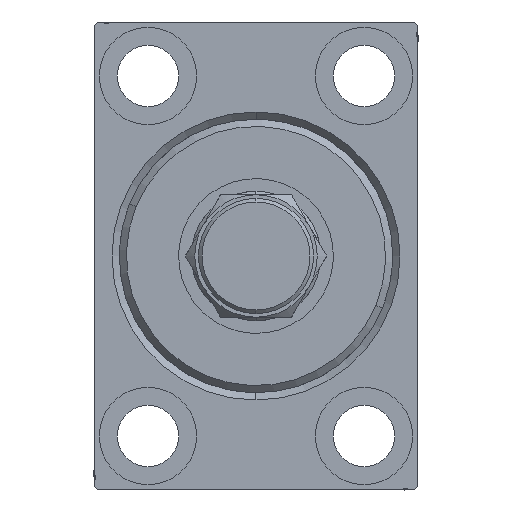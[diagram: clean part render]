
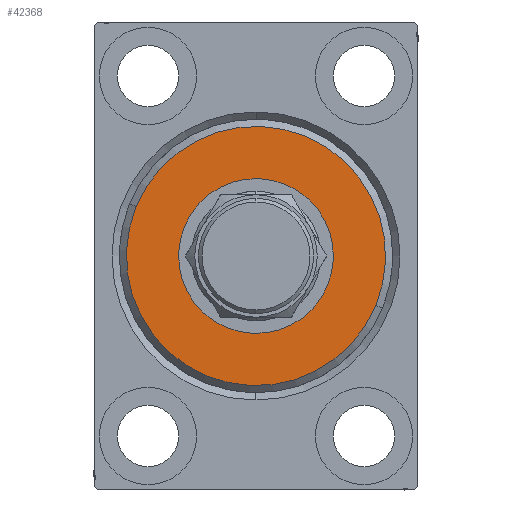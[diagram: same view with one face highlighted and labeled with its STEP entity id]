
A CAD part, left-side view. The second image highlights one B-rep face of the part: STEP entity #42368.
In plain terms, the highlighted face is planar.
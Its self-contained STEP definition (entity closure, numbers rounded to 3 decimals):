
#293 = CIRCLE ( 'NONE', #39940, 18. ) ;
#1516 = CIRCLE ( 'NONE', #30895, 18. ) ;
#1606 = AXIS2_PLACEMENT_3D ( 'NONE', #14685, #28711, #25263 ) ;
#2594 = CARTESIAN_POINT ( 'NONE',  ( 3., 0., 0. ) ) ;
#4142 = EDGE_CURVE ( 'NONE', #7916, #12152, #1516, .T. ) ;
#5131 = CARTESIAN_POINT ( 'NONE',  ( 3., 0., 0. ) ) ;
#5805 = CIRCLE ( 'NONE', #31505, 10.75 ) ;
#6043 = DIRECTION ( 'NONE',  ( 1., 0., 0. ) ) ;
#6942 = EDGE_LOOP ( 'NONE', ( #12876, #32575 ) ) ;
#7793 = FACE_BOUND ( 'NONE', #34192, .T. ) ;
#7916 = VERTEX_POINT ( 'NONE', #27438 ) ;
#8958 = CARTESIAN_POINT ( 'NONE',  ( 3., 0., 0. ) ) ;
#11248 = PLANE ( 'NONE',  #1606 ) ;
#11660 = DIRECTION ( 'NONE',  ( 0., 0., -1. ) ) ;
#12152 = VERTEX_POINT ( 'NONE', #44450 ) ;
#12876 = ORIENTED_EDGE ( 'NONE', *, *, #18242, .T. ) ;
#14685 = CARTESIAN_POINT ( 'NONE',  ( 3., 0., 0. ) ) ;
#15335 = DIRECTION ( 'NONE',  ( 1., 0., 0. ) ) ;
#16157 = DIRECTION ( 'NONE',  ( 0., 0., -1. ) ) ;
#18242 = EDGE_CURVE ( 'NONE', #12152, #7916, #293, .T. ) ;
#20696 = VERTEX_POINT ( 'NONE', #23052 ) ;
#21734 = ORIENTED_EDGE ( 'NONE', *, *, #23426, .T. ) ;
#23052 = CARTESIAN_POINT ( 'NONE',  ( 3., 0., -10.75 ) ) ;
#23426 = EDGE_CURVE ( 'NONE', #20696, #24049, #45261, .T. ) ;
#24049 = VERTEX_POINT ( 'NONE', #39924 ) ;
#25263 = DIRECTION ( 'NONE',  ( 0., 0., -1. ) ) ;
#25444 = AXIS2_PLACEMENT_3D ( 'NONE', #5131, #32505, #25601 ) ;
#25601 = DIRECTION ( 'NONE',  ( 0., 0., -1. ) ) ;
#27438 = CARTESIAN_POINT ( 'NONE',  ( 3., 0., -18. ) ) ;
#28711 = DIRECTION ( 'NONE',  ( 1., 0., 0. ) ) ;
#30478 = EDGE_CURVE ( 'NONE', #24049, #20696, #5805, .T. ) ;
#30895 = AXIS2_PLACEMENT_3D ( 'NONE', #39706, #15335, #11660 ) ;
#31505 = AXIS2_PLACEMENT_3D ( 'NONE', #8958, #40671, #33770 ) ;
#32152 = FACE_OUTER_BOUND ( 'NONE', #6942, .T. ) ;
#32505 = DIRECTION ( 'NONE',  ( -1., 0., 0. ) ) ;
#32575 = ORIENTED_EDGE ( 'NONE', *, *, #4142, .T. ) ;
#33770 = DIRECTION ( 'NONE',  ( 0., 0., -1. ) ) ;
#34192 = EDGE_LOOP ( 'NONE', ( #38021, #21734 ) ) ;
#38021 = ORIENTED_EDGE ( 'NONE', *, *, #30478, .T. ) ;
#39706 = CARTESIAN_POINT ( 'NONE',  ( 3., 0., 0. ) ) ;
#39924 = CARTESIAN_POINT ( 'NONE',  ( 3., 0., 10.75 ) ) ;
#39940 = AXIS2_PLACEMENT_3D ( 'NONE', #2594, #6043, #16157 ) ;
#40671 = DIRECTION ( 'NONE',  ( -1., 0., 0. ) ) ;
#42368 = ADVANCED_FACE ( 'NONE', ( #32152, #7793 ), #11248, .T. ) ;
#44450 = CARTESIAN_POINT ( 'NONE',  ( 3., 0., 18. ) ) ;
#45261 = CIRCLE ( 'NONE', #25444, 10.75 ) ;
